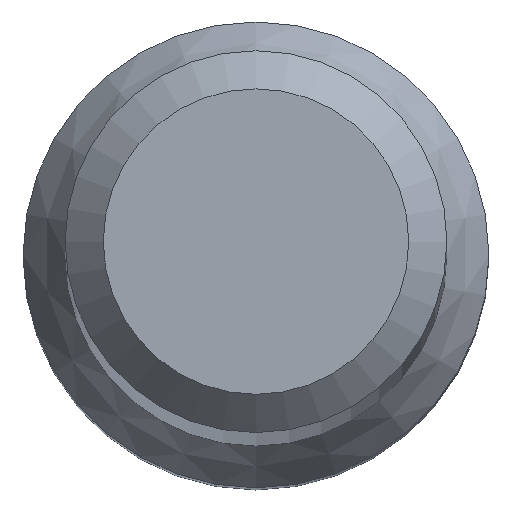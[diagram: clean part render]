
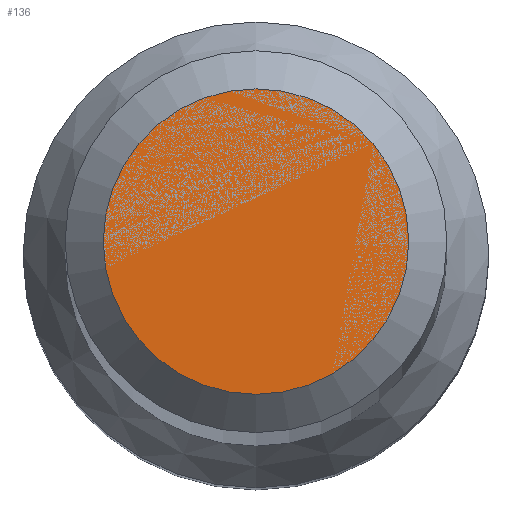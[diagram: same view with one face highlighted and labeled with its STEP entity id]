
A CAD part, top view. The second image highlights one B-rep face of the part: STEP entity #136.
In plain terms, the highlighted planar face has unit normal (0, 0, 1).
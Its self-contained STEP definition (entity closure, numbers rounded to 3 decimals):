
#9 = CARTESIAN_POINT ( 'NONE',  ( 0., 0., 70. ) ) ;
#33 = PLANE ( 'NONE',  #242 ) ;
#38 = CARTESIAN_POINT ( 'NONE',  ( 0., 1.2, 70. ) ) ;
#62 = CARTESIAN_POINT ( 'NONE',  ( 0., 0., 70. ) ) ;
#93 = EDGE_CURVE ( 'NONE', #268, #268, #158, .T. ) ;
#110 = EDGE_LOOP ( 'NONE', ( #204 ) ) ;
#136 = ADVANCED_FACE ( 'NONE', ( #184 ), #33, .F. ) ;
#158 = CIRCLE ( 'NONE', #260, 1.2 ) ;
#159 = DIRECTION ( 'NONE',  ( 0., 1., 0. ) ) ;
#184 = FACE_OUTER_BOUND ( 'NONE', #110, .T. ) ;
#204 = ORIENTED_EDGE ( 'NONE', *, *, #93, .F. ) ;
#210 = DIRECTION ( 'NONE',  ( 0., 0., -1. ) ) ;
#211 = DIRECTION ( 'NONE',  ( 0., 0., -1. ) ) ;
#242 = AXIS2_PLACEMENT_3D ( 'NONE', #9, #210, #280 ) ;
#260 = AXIS2_PLACEMENT_3D ( 'NONE', #62, #211, #159 ) ;
#268 = VERTEX_POINT ( 'NONE', #38 ) ;
#280 = DIRECTION ( 'NONE',  ( 0., 1., 0. ) ) ;
